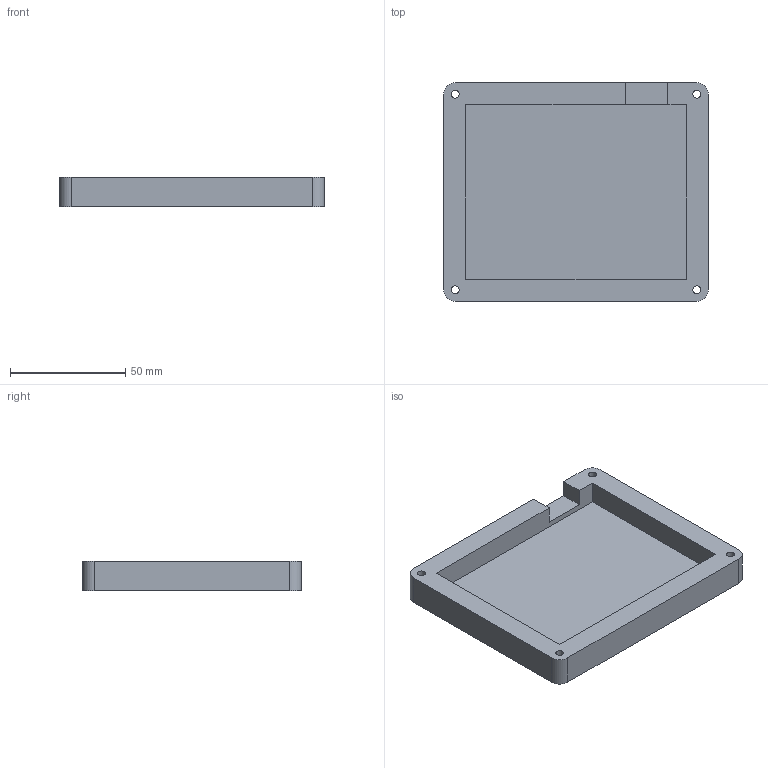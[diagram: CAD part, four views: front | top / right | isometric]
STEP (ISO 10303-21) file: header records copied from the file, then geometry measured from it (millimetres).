
FILE_DESCRIPTION(/* description */ (''),/* implementation_level */ '2;1');
FILE_NAME(/* name */ 'hackpad_base_production.step',/* time_stamp */ '2025-05-25T17:24:07-05:00',/* author */ (''),/* organization */ (''),/* preprocessor_version */ 'ST-DEVELOPER v20.1',/* originating_system */ 'Autodesk Translation Framework v14.10.0.0',/* authorisation */ '');
FILE_SCHEMA (('AUTOMOTIVE_DESIGN { 1 0 10303 214 3 1 1 }'));
Length unit declared in the file: millimetre
Products named in the file (2): hackpad; Component1
Assembly tree (1 placements, depth 2):
  hackpad
    Component1
Bounding box: 115 x 95 x 13 mm (x, y, z)
Volume: 66560.8 mm3; surface area: 31236.1 mm2
Topology: 1 solids, 1 shells, 632 faces, 1764 edges, 1176 vertices
Faces by surface type: bspline 425, plane 195, cylinder 12
Full cylindrical faces by diameter (mm): 3.4 x4, 6 x4
Entity records: 24195 total; most frequent: CARTESIAN_POINT 10808, ORIENTED_EDGE 3528, EDGE_CURVE 1764, DIRECTION 1356, VERTEX_POINT 1176, LINE 888, VECTOR 888, B_SPLINE_CURVE_WITH_KNOTS 852
